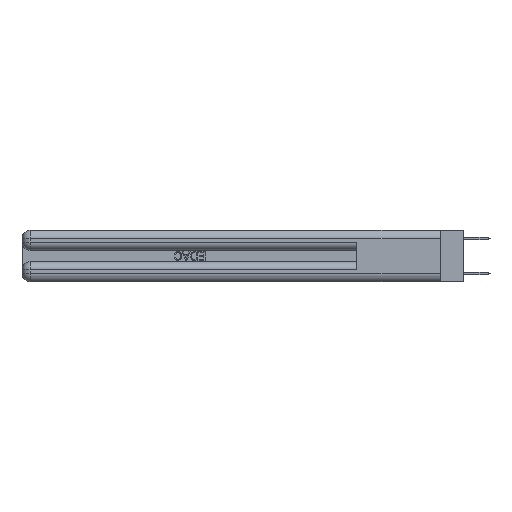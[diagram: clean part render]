
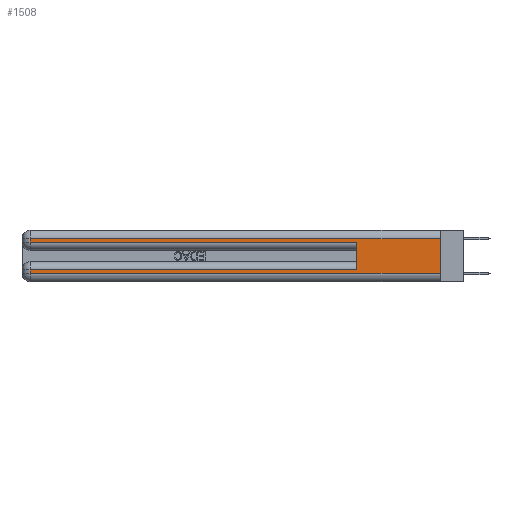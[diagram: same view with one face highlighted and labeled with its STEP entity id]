
A CAD part, left-side view. The second image highlights one B-rep face of the part: STEP entity #1508.
In plain terms, the highlighted planar face has unit normal (-1, 0, 0).
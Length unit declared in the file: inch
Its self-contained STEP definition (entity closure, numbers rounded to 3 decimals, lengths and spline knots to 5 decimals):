
#90 = DIRECTION ( 'NONE',  ( 0., 0., -1. ) ) ;
#208 = VECTOR ( 'NONE', #3561, 39.37008 ) ;
#230 = EDGE_LOOP ( 'NONE', ( #25790, #1058, #8937, #7582, #27577, #11148, #16063, #18893 ) ) ;
#686 = EDGE_CURVE ( 'NONE', #9988, #14039, #24097, .T. ) ;
#881 = DIRECTION ( 'NONE',  ( 1., 0., 0. ) ) ;
#1058 = ORIENTED_EDGE ( 'NONE', *, *, #26086, .T. ) ;
#1101 = CARTESIAN_POINT ( 'NONE',  ( 0., 0., 0.31 ) ) ;
#1315 = PLANE ( 'NONE',  #26720 ) ;
#1508 = ADVANCED_FACE ( 'NONE', ( #14491 ), #1315, .F. ) ;
#1893 = LINE ( 'NONE', #8404, #27361 ) ;
#1976 = LINE ( 'NONE', #9066, #25171 ) ;
#2358 = CARTESIAN_POINT ( 'NONE',  ( 0., 2.94, 0.37 ) ) ;
#2364 = VECTOR ( 'NONE', #10916, 39.37008 ) ;
#3090 = CARTESIAN_POINT ( 'NONE',  ( 0., 0., 0.37 ) ) ;
#3561 = DIRECTION ( 'NONE',  ( 0., -1., 0. ) ) ;
#4379 = EDGE_CURVE ( 'NONE', #6209, #17695, #12061, .T. ) ;
#5801 = CARTESIAN_POINT ( 'NONE',  ( 0., 0.6, 0.145 ) ) ;
#6209 = VERTEX_POINT ( 'NONE', #14756 ) ;
#6781 = VECTOR ( 'NONE', #7574, 39.37008 ) ;
#7228 = VERTEX_POINT ( 'NONE', #19863 ) ;
#7574 = DIRECTION ( 'NONE',  ( 0., 0., -1. ) ) ;
#7582 = ORIENTED_EDGE ( 'NONE', *, *, #26130, .T. ) ;
#7971 = DIRECTION ( 'NONE',  ( 0., 0., -1. ) ) ;
#8404 = CARTESIAN_POINT ( 'NONE',  ( 0., 0., 0.085 ) ) ;
#8937 = ORIENTED_EDGE ( 'NONE', *, *, #16330, .T. ) ;
#9066 = CARTESIAN_POINT ( 'NONE',  ( 0., 2.94, 0.37 ) ) ;
#9386 = CARTESIAN_POINT ( 'NONE',  ( 0., 0.6, 0.285 ) ) ;
#9988 = VERTEX_POINT ( 'NONE', #26539 ) ;
#10143 = CARTESIAN_POINT ( 'NONE',  ( 0., 0., 0.37 ) ) ;
#10436 = LINE ( 'NONE', #5801, #15097 ) ;
#10784 = CARTESIAN_POINT ( 'NONE',  ( 0., 2.94, 0.285 ) ) ;
#10916 = DIRECTION ( 'NONE',  ( 0., 0., -1. ) ) ;
#11148 = ORIENTED_EDGE ( 'NONE', *, *, #28327, .T. ) ;
#12061 = LINE ( 'NONE', #3090, #6781 ) ;
#12792 = CARTESIAN_POINT ( 'NONE',  ( 0., 2.94, 0.06 ) ) ;
#13176 = DIRECTION ( 'NONE',  ( 0., 1., 0. ) ) ;
#14039 = VERTEX_POINT ( 'NONE', #12792 ) ;
#14491 = FACE_OUTER_BOUND ( 'NONE', #230, .T. ) ;
#14570 = CARTESIAN_POINT ( 'NONE',  ( 0., 0., 0.06 ) ) ;
#14647 = DIRECTION ( 'NONE',  ( 0., 0., 1. ) ) ;
#14756 = CARTESIAN_POINT ( 'NONE',  ( 0., 0., 0.31 ) ) ;
#15097 = VECTOR ( 'NONE', #14647, 39.37008 ) ;
#15222 = VECTOR ( 'NONE', #21094, 39.37008 ) ;
#15305 = CARTESIAN_POINT ( 'NONE',  ( 0., 0., 0.06 ) ) ;
#16063 = ORIENTED_EDGE ( 'NONE', *, *, #686, .T. ) ;
#16330 = EDGE_CURVE ( 'NONE', #7228, #21810, #1976, .T. ) ;
#16663 = EDGE_CURVE ( 'NONE', #14039, #17695, #28046, .T. ) ;
#17695 = VERTEX_POINT ( 'NONE', #15305 ) ;
#18622 = LINE ( 'NONE', #1101, #15222 ) ;
#18893 = ORIENTED_EDGE ( 'NONE', *, *, #16663, .T. ) ;
#19863 = CARTESIAN_POINT ( 'NONE',  ( 0., 2.94, 0.31 ) ) ;
#20481 = CARTESIAN_POINT ( 'NONE',  ( 0., 0.6, 0.085 ) ) ;
#21094 = DIRECTION ( 'NONE',  ( 0., 1., 0. ) ) ;
#21392 = EDGE_CURVE ( 'NONE', #27551, #21649, #10436, .T. ) ;
#21649 = VERTEX_POINT ( 'NONE', #9386 ) ;
#21810 = VERTEX_POINT ( 'NONE', #10784 ) ;
#23840 = LINE ( 'NONE', #28477, #26335 ) ;
#24097 = LINE ( 'NONE', #2358, #2364 ) ;
#25171 = VECTOR ( 'NONE', #90, 39.37008 ) ;
#25790 = ORIENTED_EDGE ( 'NONE', *, *, #4379, .F. ) ;
#26086 = EDGE_CURVE ( 'NONE', #6209, #7228, #18622, .T. ) ;
#26130 = EDGE_CURVE ( 'NONE', #21810, #21649, #23840, .T. ) ;
#26335 = VECTOR ( 'NONE', #28202, 39.37008 ) ;
#26539 = CARTESIAN_POINT ( 'NONE',  ( 0., 2.94, 0.085 ) ) ;
#26720 = AXIS2_PLACEMENT_3D ( 'NONE', #10143, #881, #7971 ) ;
#27361 = VECTOR ( 'NONE', #13176, 39.37008 ) ;
#27551 = VERTEX_POINT ( 'NONE', #20481 ) ;
#27577 = ORIENTED_EDGE ( 'NONE', *, *, #21392, .F. ) ;
#28046 = LINE ( 'NONE', #14570, #208 ) ;
#28202 = DIRECTION ( 'NONE',  ( 0., -1., 0. ) ) ;
#28327 = EDGE_CURVE ( 'NONE', #27551, #9988, #1893, .T. ) ;
#28477 = CARTESIAN_POINT ( 'NONE',  ( 0., 0., 0.285 ) ) ;
